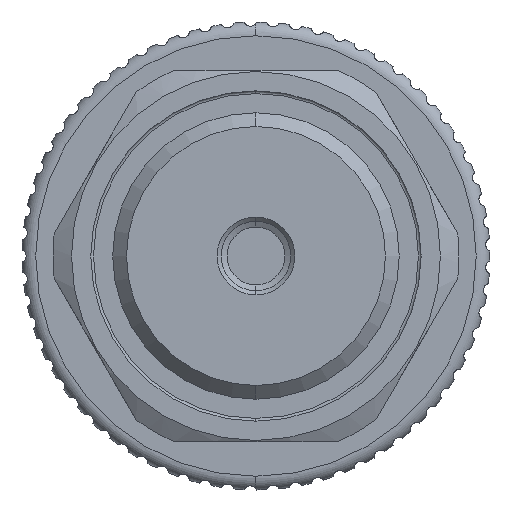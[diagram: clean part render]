
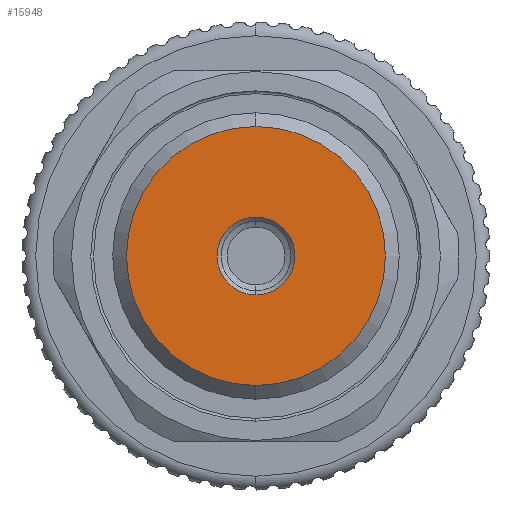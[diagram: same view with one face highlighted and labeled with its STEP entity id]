
A CAD part, front view. The second image highlights one B-rep face of the part: STEP entity #15948.
In plain terms, the highlighted planar face has unit normal (0, -1, 0).
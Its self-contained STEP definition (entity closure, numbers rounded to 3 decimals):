
#71 = DIRECTION ( 'NONE',  ( 0., 0., -1. ) ) ;
#785 = CIRCLE ( 'NONE', #19165, 9.406 ) ;
#2174 = FACE_OUTER_BOUND ( 'NONE', #14705, .T. ) ;
#3754 = CARTESIAN_POINT ( 'NONE',  ( 0., -14., 2.825 ) ) ;
#3819 = EDGE_CURVE ( 'NONE', #18942, #19292, #10450, .T. ) ;
#4086 = DIRECTION ( 'NONE',  ( 0., -1., 0. ) ) ;
#4125 = CARTESIAN_POINT ( 'NONE',  ( 0., -14., 0. ) ) ;
#4480 = ORIENTED_EDGE ( 'NONE', *, *, #3819, .T. ) ;
#5719 = DIRECTION ( 'NONE',  ( 0., 0., -1. ) ) ;
#5958 = ORIENTED_EDGE ( 'NONE', *, *, #12673, .T. ) ;
#6227 = CARTESIAN_POINT ( 'NONE',  ( 0., -14., 9.406 ) ) ;
#6228 = EDGE_CURVE ( 'NONE', #14648, #11176, #18750, .T. ) ;
#6300 = DIRECTION ( 'NONE',  ( 0., -1., 0. ) ) ;
#6724 = AXIS2_PLACEMENT_3D ( 'NONE', #13170, #4086, #14652 ) ;
#9390 = DIRECTION ( 'NONE',  ( 0., -1., 0. ) ) ;
#9883 = CIRCLE ( 'NONE', #6724, 2.825 ) ;
#9937 = FACE_BOUND ( 'NONE', #11983, .T. ) ;
#9979 = AXIS2_PLACEMENT_3D ( 'NONE', #4125, #14680, #5719 ) ;
#10153 = CARTESIAN_POINT ( 'NONE',  ( 0., -14., -2.825 ) ) ;
#10450 = CIRCLE ( 'NONE', #12930, 9.406 ) ;
#10854 = ORIENTED_EDGE ( 'NONE', *, *, #6228, .F. ) ;
#11106 = CARTESIAN_POINT ( 'NONE',  ( 0., -14., -9.406 ) ) ;
#11176 = VERTEX_POINT ( 'NONE', #10153 ) ;
#11983 = EDGE_LOOP ( 'NONE', ( #16239, #10854 ) ) ;
#12673 = EDGE_CURVE ( 'NONE', #19292, #18942, #785, .T. ) ;
#12930 = AXIS2_PLACEMENT_3D ( 'NONE', #19282, #19258, #19243 ) ;
#13170 = CARTESIAN_POINT ( 'NONE',  ( 0., -14., 0. ) ) ;
#13729 = CARTESIAN_POINT ( 'NONE',  ( 9.406, -14., 0. ) ) ;
#14648 = VERTEX_POINT ( 'NONE', #3754 ) ;
#14652 = DIRECTION ( 'NONE',  ( 0., 0., -1. ) ) ;
#14680 = DIRECTION ( 'NONE',  ( 0., -1., 0. ) ) ;
#14705 = EDGE_LOOP ( 'NONE', ( #5958, #4480 ) ) ;
#14989 = AXIS2_PLACEMENT_3D ( 'NONE', #13729, #9390, #71 ) ;
#15248 = CARTESIAN_POINT ( 'NONE',  ( 0., -14., 0. ) ) ;
#15948 = ADVANCED_FACE ( 'NONE', ( #9937, #2174 ), #18262, .T. ) ;
#16239 = ORIENTED_EDGE ( 'NONE', *, *, #17648, .F. ) ;
#16738 = DIRECTION ( 'NONE',  ( 0., 0., -1. ) ) ;
#17648 = EDGE_CURVE ( 'NONE', #11176, #14648, #9883, .T. ) ;
#18262 = PLANE ( 'NONE',  #14989 ) ;
#18750 = CIRCLE ( 'NONE', #9979, 2.825 ) ;
#18942 = VERTEX_POINT ( 'NONE', #11106 ) ;
#19165 = AXIS2_PLACEMENT_3D ( 'NONE', #15248, #6300, #16738 ) ;
#19243 = DIRECTION ( 'NONE',  ( 0., 0., -1. ) ) ;
#19258 = DIRECTION ( 'NONE',  ( 0., -1., 0. ) ) ;
#19282 = CARTESIAN_POINT ( 'NONE',  ( 0., -14., 0. ) ) ;
#19292 = VERTEX_POINT ( 'NONE', #6227 ) ;
